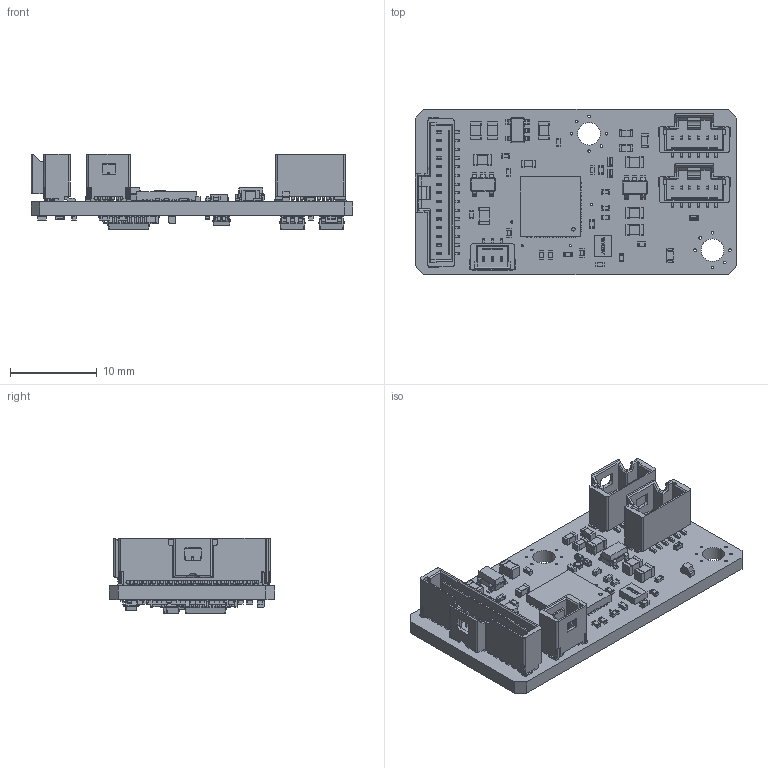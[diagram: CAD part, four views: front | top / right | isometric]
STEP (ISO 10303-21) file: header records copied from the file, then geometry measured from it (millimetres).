
FILE_DESCRIPTION(('FreeCAD Model'),'2;1');
FILE_NAME('Open CASCADE Shape Model','2023-11-29T10:45:53',(''),(''), 'Open CASCADE STEP processor 7.6','FreeCAD','Unknown');
FILE_SCHEMA(('AUTOMOTIVE_DESIGN { 1 0 10303 214 1 1 1 1 }'));
Products named in the file (1): sg_amp_JCS000B0001010005 (Solid)
Bounding box: 37 x 19 x 8.63 mm (x, y, z)
Volume: 1589 mm3; surface area: 3791.3 mm2
Topology: 97 solids, 97 shells, 8211 faces, 20398 edges, 12680 vertices
Faces by surface type: plane 4834, cylinder 1885, bspline 1354, sphere 120, cone 18
Full cylindrical faces by diameter (mm): 0.25 x4, 0.3 x12, 0.4 x1, 0.5 x1, 2.6 x2
Entity records: 300984 total; most frequent: CARTESIAN_POINT 114092, ORIENTED_EDGE 40376, DIRECTION 33894, EDGE_CURVE 20188, LINE 15190, VECTOR 15190, VERTEX_POINT 12680, AXIS2_PLACEMENT_3D 9352
